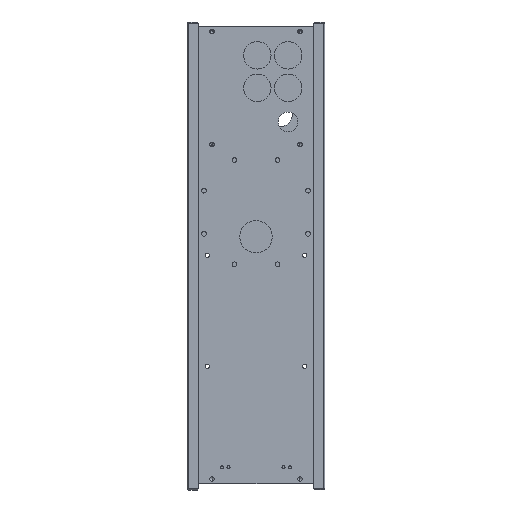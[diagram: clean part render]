
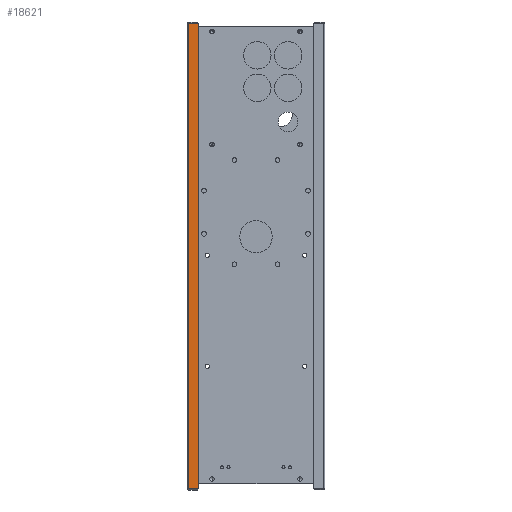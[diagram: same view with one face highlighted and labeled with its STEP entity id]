
A CAD part, left-side view. The second image highlights one B-rep face of the part: STEP entity #18621.
In plain terms, the highlighted planar face has unit normal (-1, 0, 0).
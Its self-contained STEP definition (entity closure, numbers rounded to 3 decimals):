
#1507 = CARTESIAN_POINT ( 'NONE',  ( 0., 0., -340.5 ) ) ;
#2079 = CARTESIAN_POINT ( 'NONE',  ( 0., 0., -1. ) ) ;
#3119 = AXIS2_PLACEMENT_3D ( 'NONE', #1507, #24914, #10124 ) ;
#4022 = ORIENTED_EDGE ( 'NONE', *, *, #24798, .T. ) ;
#4983 = LINE ( 'NONE', #9333, #27619 ) ;
#5579 = CARTESIAN_POINT ( 'NONE',  ( 0., 7.5, -339.5 ) ) ;
#7287 = EDGE_CURVE ( 'NONE', #27429, #8755, #17746, .T. ) ;
#7457 = CARTESIAN_POINT ( 'NONE',  ( 0., 0., -340.5 ) ) ;
#7596 = ORIENTED_EDGE ( 'NONE', *, *, #11417, .T. ) ;
#8755 = VERTEX_POINT ( 'NONE', #2079 ) ;
#8807 = LINE ( 'NONE', #24024, #11953 ) ;
#9333 = CARTESIAN_POINT ( 'NONE',  ( 0., 0., -339.5 ) ) ;
#9421 = DIRECTION ( 'NONE',  ( 0., 0., 1. ) ) ;
#9590 = EDGE_LOOP ( 'NONE', ( #18997, #4022, #7596, #13127 ) ) ;
#10124 = DIRECTION ( 'NONE',  ( 0., 0., 1. ) ) ;
#10899 = DIRECTION ( 'NONE',  ( 0., -1., 0. ) ) ;
#11417 = EDGE_CURVE ( 'NONE', #22449, #27429, #4983, .T. ) ;
#11953 = VECTOR ( 'NONE', #13594, 1000. ) ;
#12310 = CARTESIAN_POINT ( 'NONE',  ( 0., 0., -339.5 ) ) ;
#13127 = ORIENTED_EDGE ( 'NONE', *, *, #7287, .T. ) ;
#13394 = DIRECTION ( 'NONE',  ( 0., 0., -1. ) ) ;
#13528 = CARTESIAN_POINT ( 'NONE',  ( 0., 7.5, -340.5 ) ) ;
#13594 = DIRECTION ( 'NONE',  ( 0., 1., 0. ) ) ;
#14249 = VECTOR ( 'NONE', #9421, 1000. ) ;
#14619 = CARTESIAN_POINT ( 'NONE',  ( 0., 7.5, -1. ) ) ;
#17746 = LINE ( 'NONE', #7457, #14249 ) ;
#18291 = FACE_OUTER_BOUND ( 'NONE', #9590, .T. ) ;
#18621 = ADVANCED_FACE ( 'NONE', ( #18291 ), #27293, .T. ) ;
#18997 = ORIENTED_EDGE ( 'NONE', *, *, #27125, .T. ) ;
#22449 = VERTEX_POINT ( 'NONE', #5579 ) ;
#24024 = CARTESIAN_POINT ( 'NONE',  ( 0., 8.5, -1. ) ) ;
#24798 = EDGE_CURVE ( 'NONE', #27050, #22449, #26480, .T. ) ;
#24914 = DIRECTION ( 'NONE',  ( -1., 0., 0. ) ) ;
#25346 = VECTOR ( 'NONE', #13394, 1000. ) ;
#26480 = LINE ( 'NONE', #13528, #25346 ) ;
#27050 = VERTEX_POINT ( 'NONE', #14619 ) ;
#27125 = EDGE_CURVE ( 'NONE', #8755, #27050, #8807, .T. ) ;
#27293 = PLANE ( 'NONE',  #3119 ) ;
#27429 = VERTEX_POINT ( 'NONE', #12310 ) ;
#27619 = VECTOR ( 'NONE', #10899, 1000. ) ;
